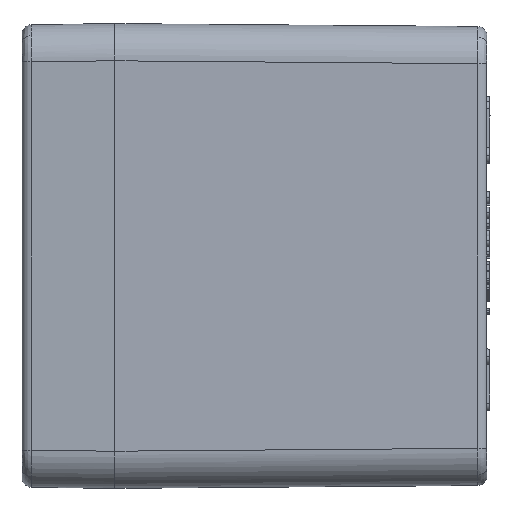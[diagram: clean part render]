
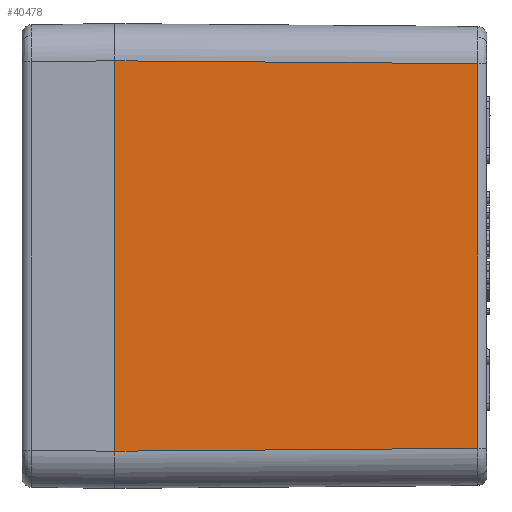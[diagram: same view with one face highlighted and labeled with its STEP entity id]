
A CAD part, left-side view. The second image highlights one B-rep face of the part: STEP entity #40478.
In plain terms, the highlighted planar face has unit normal (-1, -0.008, 0).
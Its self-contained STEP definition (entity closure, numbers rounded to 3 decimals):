
#7 = PLANE ( 'NONE',  #4115 ) ;
#538 = DIRECTION ( 'NONE',  ( -1., -0.008, 0. ) ) ;
#807 = VECTOR ( 'NONE', #29137, 1000. ) ;
#3574 = VECTOR ( 'NONE', #28932, 1000. ) ;
#3774 = ORIENTED_EDGE ( 'NONE', *, *, #43899, .T. ) ;
#4115 = AXIS2_PLACEMENT_3D ( 'NONE', #41925, #538, #29605 ) ;
#11129 = VERTEX_POINT ( 'NONE', #16875 ) ;
#12203 = EDGE_CURVE ( 'NONE', #45951, #21570, #15924, .T. ) ;
#13137 = CARTESIAN_POINT ( 'NONE',  ( -54.987, 0.3, -37.5 ) ) ;
#13656 = ORIENTED_EDGE ( 'NONE', *, *, #12203, .T. ) ;
#14192 = CARTESIAN_POINT ( 'NONE',  ( -54.987, 0.3, 31.487 ) ) ;
#15924 = LINE ( 'NONE', #24756, #3574 ) ;
#16760 = CARTESIAN_POINT ( 'NONE',  ( -54.996, 1.458, 31.496 ) ) ;
#16875 = CARTESIAN_POINT ( 'NONE',  ( -54.527, -58.212, 31.027 ) ) ;
#17965 = VECTOR ( 'NONE', #28777, 1000. ) ;
#18176 = EDGE_LOOP ( 'NONE', ( #13656, #3774, #44972, #24001 ) ) ;
#20106 = CARTESIAN_POINT ( 'NONE',  ( -54.987, 0.3, -31.487 ) ) ;
#21570 = VERTEX_POINT ( 'NONE', #38743 ) ;
#22895 = LINE ( 'NONE', #16760, #807 ) ;
#23669 = DIRECTION ( 'NONE',  ( 0., 0., 1. ) ) ;
#24001 = ORIENTED_EDGE ( 'NONE', *, *, #37337, .F. ) ;
#24756 = CARTESIAN_POINT ( 'NONE',  ( -55., 2.047, -31.501 ) ) ;
#28777 = DIRECTION ( 'NONE',  ( 0., 0., 1. ) ) ;
#28932 = DIRECTION ( 'NONE',  ( 0.008, -1., 0.008 ) ) ;
#29137 = DIRECTION ( 'NONE',  ( -0.008, 1., 0.008 ) ) ;
#29605 = DIRECTION ( 'NONE',  ( 0.008, -1., 0. ) ) ;
#32935 = CARTESIAN_POINT ( 'NONE',  ( -54.527, -58.212, 31.016 ) ) ;
#34104 = VECTOR ( 'NONE', #23669, 1000. ) ;
#35263 = VERTEX_POINT ( 'NONE', #14192 ) ;
#37337 = EDGE_CURVE ( 'NONE', #45951, #35263, #45111, .T. ) ;
#38743 = CARTESIAN_POINT ( 'NONE',  ( -54.527, -58.212, -31.027 ) ) ;
#40478 = ADVANCED_FACE ( 'NONE', ( #43605 ), #7, .T. ) ;
#41925 = CARTESIAN_POINT ( 'NONE',  ( -55., 2., -37.5 ) ) ;
#43605 = FACE_OUTER_BOUND ( 'NONE', #18176, .T. ) ;
#43899 = EDGE_CURVE ( 'NONE', #21570, #11129, #52337, .T. ) ;
#44972 = ORIENTED_EDGE ( 'NONE', *, *, #48392, .T. ) ;
#45111 = LINE ( 'NONE', #13137, #34104 ) ;
#45951 = VERTEX_POINT ( 'NONE', #20106 ) ;
#48392 = EDGE_CURVE ( 'NONE', #11129, #35263, #22895, .T. ) ;
#52337 = LINE ( 'NONE', #32935, #17965 ) ;
